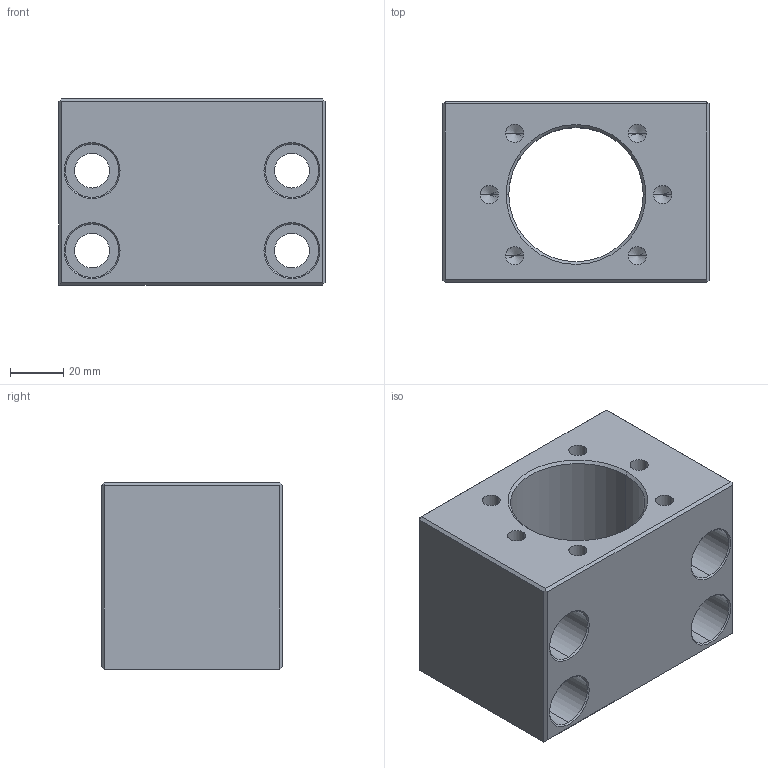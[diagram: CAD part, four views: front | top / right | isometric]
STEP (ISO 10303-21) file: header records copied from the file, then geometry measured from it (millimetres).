
FILE_DESCRIPTION (( 'STEP AP203' ), '1' );
FILE_NAME ('歐式螺帽座GFD-32.STEP', '2014-05-08T05:08:09', ( '' ), ( '' ), 'SwSTEP 2.0', 'SolidWorks 2014', '' );
FILE_SCHEMA (( 'CONFIG_CONTROL_DESIGN' ));
Length unit declared in the file: millimetre
Products named in the file (1): 歐式螺帽座GFD-32
Bounding box: 100 x 68 x 70 mm (x, y, z)
Volume: 281799.7 mm3; surface area: 57514.9 mm2
Topology: 1 solids, 1 shells, 94 faces, 213 edges, 119 vertices
Faces by surface type: cylinder 38, cone 32, plane 24
Entity records: 2610 total; most frequent: DIRECTION 479, CARTESIAN_POINT 415, ORIENTED_EDGE 402, EDGE_CURVE 201, AXIS2_PLACEMENT_3D 183, VERTEX_POINT 119, EDGE_LOOP 114, LINE 113
